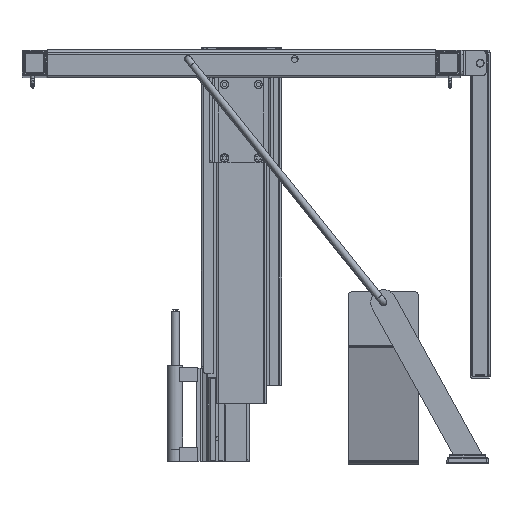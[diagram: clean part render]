
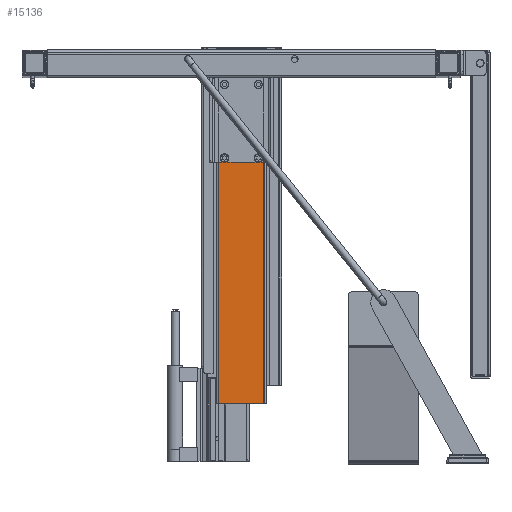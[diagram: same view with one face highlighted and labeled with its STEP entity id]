
A CAD part, top view. The second image highlights one B-rep face of the part: STEP entity #15136.
In plain terms, the highlighted face is planar.
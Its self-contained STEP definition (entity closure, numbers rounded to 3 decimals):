
#657=FACE_BOUND('',#2854,.T.);
#658=FACE_BOUND('',#2855,.T.);
#1079=CIRCLE('',#16484,3.);
#1080=CIRCLE('',#16486,3.);
#1081=CIRCLE('',#16488,2.);
#1082=CIRCLE('',#16491,3.25);
#1083=CIRCLE('',#16494,2.);
#1084=CIRCLE('',#16497,2.);
#1085=CIRCLE('',#16500,3.25);
#1086=CIRCLE('',#16503,2.);
#1882=FACE_OUTER_BOUND('',#2853,.T.);
#2853=EDGE_LOOP('',(#11850,#11851,#11852,#11853,#11854,#11855,#11856,#11857,
#11858,#11859,#11860,#11861,#11862,#11863,#11864,#11865));
#2854=EDGE_LOOP('',(#11866));
#2855=EDGE_LOOP('',(#11867));
#3939=LINE('',#24467,#5336);
#3943=LINE('',#24476,#5340);
#3946=LINE('',#24484,#5343);
#3948=LINE('',#24491,#5345);
#3952=LINE('',#24500,#5349);
#3954=LINE('',#24507,#5351);
#3956=LINE('',#24510,#5353);
#3970=LINE('',#24549,#5367);
#4028=LINE('',#24776,#5425);
#4029=LINE('',#24778,#5426);
#5336=VECTOR('',#19408,10.);
#5340=VECTOR('',#19418,10.);
#5343=VECTOR('',#19427,10.);
#5345=VECTOR('',#19435,10.);
#5349=VECTOR('',#19445,10.);
#5351=VECTOR('',#19453,10.);
#5353=VECTOR('',#19457,10.);
#5367=VECTOR('',#19501,10.);
#5425=VECTOR('',#19765,10.);
#5426=VECTOR('',#19768,10.);
#6679=VERTEX_POINT('',#23867);
#6799=VERTEX_POINT('',#24452);
#6800=VERTEX_POINT('',#24456);
#6801=VERTEX_POINT('',#24460);
#6802=VERTEX_POINT('',#24462);
#6803=VERTEX_POINT('',#24466);
#6804=VERTEX_POINT('',#24470);
#6805=VERTEX_POINT('',#24474);
#6806=VERTEX_POINT('',#24478);
#6807=VERTEX_POINT('',#24482);
#6808=VERTEX_POINT('',#24486);
#6809=VERTEX_POINT('',#24490);
#6810=VERTEX_POINT('',#24494);
#6811=VERTEX_POINT('',#24498);
#6812=VERTEX_POINT('',#24502);
#6813=VERTEX_POINT('',#24506);
#6823=VERTEX_POINT('',#24547);
#6889=VERTEX_POINT('',#24774);
#8482=EDGE_CURVE('',#6799,#6799,#1079,.T.);
#8484=EDGE_CURVE('',#6800,#6800,#1080,.T.);
#8487=EDGE_CURVE('',#6802,#6801,#1081,.T.);
#8489=EDGE_CURVE('',#6803,#6802,#3939,.T.);
#8491=EDGE_CURVE('',#6804,#6803,#1082,.T.);
#8494=EDGE_CURVE('',#6805,#6804,#3943,.T.);
#8495=EDGE_CURVE('',#6806,#6805,#1083,.T.);
#8498=EDGE_CURVE('',#6807,#6806,#3946,.T.);
#8499=EDGE_CURVE('',#6808,#6807,#1084,.T.);
#8501=EDGE_CURVE('',#6809,#6808,#3948,.T.);
#8503=EDGE_CURVE('',#6810,#6809,#1085,.T.);
#8506=EDGE_CURVE('',#6811,#6810,#3952,.T.);
#8507=EDGE_CURVE('',#6812,#6811,#1086,.T.);
#8509=EDGE_CURVE('',#6813,#6812,#3954,.T.);
#8511=EDGE_CURVE('',#6801,#6679,#3956,.T.);
#8531=EDGE_CURVE('',#6823,#6679,#3970,.T.);
#8649=EDGE_CURVE('',#6889,#6823,#4028,.T.);
#8650=EDGE_CURVE('',#6889,#6813,#4029,.T.);
#11850=ORIENTED_EDGE('',*,*,#8511,.T.);
#11851=ORIENTED_EDGE('',*,*,#8531,.F.);
#11852=ORIENTED_EDGE('',*,*,#8649,.F.);
#11853=ORIENTED_EDGE('',*,*,#8650,.T.);
#11854=ORIENTED_EDGE('',*,*,#8509,.T.);
#11855=ORIENTED_EDGE('',*,*,#8507,.T.);
#11856=ORIENTED_EDGE('',*,*,#8506,.T.);
#11857=ORIENTED_EDGE('',*,*,#8503,.T.);
#11858=ORIENTED_EDGE('',*,*,#8501,.T.);
#11859=ORIENTED_EDGE('',*,*,#8499,.T.);
#11860=ORIENTED_EDGE('',*,*,#8498,.T.);
#11861=ORIENTED_EDGE('',*,*,#8495,.T.);
#11862=ORIENTED_EDGE('',*,*,#8494,.T.);
#11863=ORIENTED_EDGE('',*,*,#8491,.T.);
#11864=ORIENTED_EDGE('',*,*,#8489,.T.);
#11865=ORIENTED_EDGE('',*,*,#8487,.T.);
#11866=ORIENTED_EDGE('',*,*,#8484,.T.);
#11867=ORIENTED_EDGE('',*,*,#8482,.T.);
#14401=PLANE('',#16624);
#15136=ADVANCED_FACE('',(#1882,#657,#658),#14401,.F.);
#16484=AXIS2_PLACEMENT_3D('',#24453,#19392,#19393);
#16486=AXIS2_PLACEMENT_3D('',#24457,#19397,#19398);
#16488=AXIS2_PLACEMENT_3D('',#24463,#19403,#19404);
#16491=AXIS2_PLACEMENT_3D('',#24471,#19412,#19413);
#16494=AXIS2_PLACEMENT_3D('',#24479,#19421,#19422);
#16497=AXIS2_PLACEMENT_3D('',#24487,#19430,#19431);
#16500=AXIS2_PLACEMENT_3D('',#24495,#19439,#19440);
#16503=AXIS2_PLACEMENT_3D('',#24503,#19448,#19449);
#16624=AXIS2_PLACEMENT_3D('',#24777,#19766,#19767);
#19392=DIRECTION('center_axis',(0.,-1.,0.));
#19393=DIRECTION('ref_axis',(0.,0.,-1.));
#19397=DIRECTION('center_axis',(0.,-1.,0.));
#19398=DIRECTION('ref_axis',(0.,0.,-1.));
#19403=DIRECTION('center_axis',(0.,-1.,0.));
#19404=DIRECTION('ref_axis',(-0.707,0.,-0.707));
#19408=DIRECTION('',(0.,0.,-1.));
#19412=DIRECTION('center_axis',(0.,1.,0.));
#19413=DIRECTION('ref_axis',(-1.,0.,0.));
#19418=DIRECTION('',(0.,0.,1.));
#19421=DIRECTION('center_axis',(0.,-1.,0.));
#19422=DIRECTION('ref_axis',(0.707,0.,-0.707));
#19427=DIRECTION('',(1.,0.,0.));
#19430=DIRECTION('center_axis',(0.,-1.,0.));
#19431=DIRECTION('ref_axis',(-0.707,0.,-0.707));
#19435=DIRECTION('',(0.,0.,-1.));
#19439=DIRECTION('center_axis',(0.,1.,0.));
#19440=DIRECTION('ref_axis',(-1.,0.,0.));
#19445=DIRECTION('',(0.,0.,1.));
#19448=DIRECTION('center_axis',(0.,-1.,0.));
#19449=DIRECTION('ref_axis',(0.707,0.,-0.707));
#19453=DIRECTION('',(1.,0.,0.));
#19457=DIRECTION('',(1.,0.,0.));
#19501=DIRECTION('',(0.,0.,1.));
#19765=DIRECTION('',(1.,0.,0.));
#19766=DIRECTION('center_axis',(0.,-1.,0.));
#19767=DIRECTION('ref_axis',(0.,0.,-1.));
#19768=DIRECTION('',(0.,0.,1.));
#23867=CARTESIAN_POINT('',(26.7,353.,285.));
#24452=CARTESIAN_POINT('',(-20.,353.,293.));
#24453=CARTESIAN_POINT('Origin',(-20.,353.,290.));
#24456=CARTESIAN_POINT('',(20.,353.,293.));
#24457=CARTESIAN_POINT('Origin',(20.,353.,290.));
#24460=CARTESIAN_POINT('',(25.25,353.,285.));
#24462=CARTESIAN_POINT('',(23.25,353.,287.));
#24463=CARTESIAN_POINT('Origin',(25.25,353.,287.));
#24466=CARTESIAN_POINT('',(23.25,353.,290.));
#24467=CARTESIAN_POINT('',(23.25,353.,247.25));
#24470=CARTESIAN_POINT('',(16.75,353.,290.));
#24471=CARTESIAN_POINT('Origin',(20.,353.,290.));
#24474=CARTESIAN_POINT('',(16.75,353.,287.));
#24476=CARTESIAN_POINT('',(16.75,353.,250.));
#24478=CARTESIAN_POINT('',(14.75,353.,285.));
#24479=CARTESIAN_POINT('Origin',(14.75,353.,287.));
#24482=CARTESIAN_POINT('',(-14.75,353.,285.));
#24484=CARTESIAN_POINT('',(-18.75,353.,285.));
#24486=CARTESIAN_POINT('',(-16.75,353.,287.));
#24487=CARTESIAN_POINT('Origin',(-14.75,353.,287.));
#24490=CARTESIAN_POINT('',(-16.75,353.,290.));
#24491=CARTESIAN_POINT('',(-16.75,353.,247.25));
#24494=CARTESIAN_POINT('',(-23.25,353.,290.));
#24495=CARTESIAN_POINT('Origin',(-20.,353.,290.));
#24498=CARTESIAN_POINT('',(-23.25,353.,287.));
#24500=CARTESIAN_POINT('',(-23.25,353.,250.));
#24502=CARTESIAN_POINT('',(-25.25,353.,285.));
#24503=CARTESIAN_POINT('Origin',(-25.25,353.,287.));
#24506=CARTESIAN_POINT('',(-26.7,353.,285.));
#24507=CARTESIAN_POINT('',(-18.75,353.,285.));
#24510=CARTESIAN_POINT('',(-18.75,353.,285.));
#24547=CARTESIAN_POINT('',(26.7,353.,0.));
#24549=CARTESIAN_POINT('',(26.7,353.,210.));
#24774=CARTESIAN_POINT('',(-26.7,353.,0.));
#24776=CARTESIAN_POINT('',(29.37,353.,0.));
#24777=CARTESIAN_POINT('Origin',(0.,353.,210.));
#24778=CARTESIAN_POINT('',(-26.7,353.,210.));
